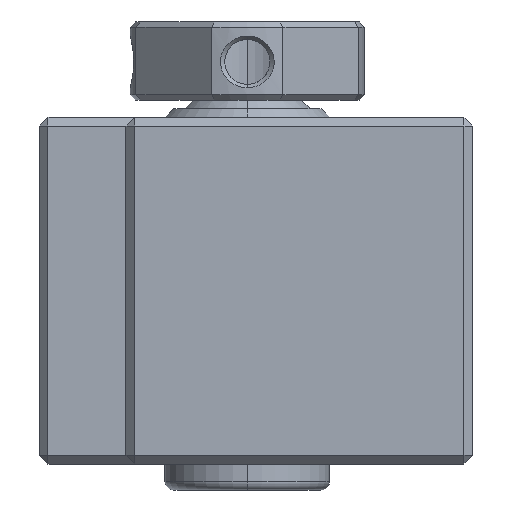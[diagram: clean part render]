
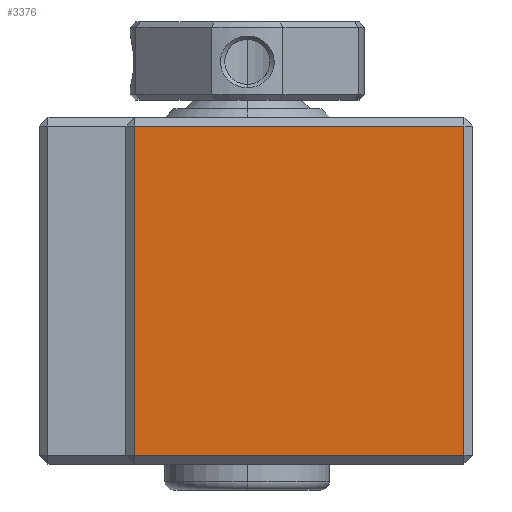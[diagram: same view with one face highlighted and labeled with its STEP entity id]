
A CAD part, left-side view. The second image highlights one B-rep face of the part: STEP entity #3376.
In plain terms, the highlighted planar face has unit normal (-1, 0, 0).
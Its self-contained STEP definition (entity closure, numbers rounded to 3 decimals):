
#118=PLANE('',#909);
#330=VECTOR('',#1522,1.);
#335=VECTOR('',#1529,1.);
#336=VECTOR('',#1531,1.);
#337=VECTOR('',#1532,1.);
#504=LINE('',#5601,#330);
#509=LINE('',#5611,#335);
#510=LINE('',#5613,#336);
#511=LINE('',#5615,#337);
#909=AXIS2_PLACEMENT_3D('',#5612,#1530,$);
#1522=DIRECTION('',(0.,0.,1.));
#1529=DIRECTION('',(0.,-1.,0.));
#1530=DIRECTION('',(1.,0.,0.));
#1531=DIRECTION('',(0.,1.,0.));
#1532=DIRECTION('',(0.,0.,-1.));
#1814=VERTEX_POINT('',#5598);
#1815=VERTEX_POINT('',#5602);
#1816=VERTEX_POINT('',#5608);
#1818=VERTEX_POINT('',#5614);
#2200=EDGE_CURVE('',#1815,#1814,#504,.T.);
#2205=EDGE_CURVE('',#1816,#1815,#509,.T.);
#2206=EDGE_CURVE('',#1814,#1818,#510,.T.);
#2207=EDGE_CURVE('',#1818,#1816,#511,.T.);
#2812=ORIENTED_EDGE('',*,*,#2205,.T.);
#2813=ORIENTED_EDGE('',*,*,#2200,.T.);
#2814=ORIENTED_EDGE('',*,*,#2206,.T.);
#2815=ORIENTED_EDGE('',*,*,#2207,.T.);
#3048=EDGE_LOOP('',(#2812,#2813,#2814,#2815));
#3220=FACE_BOUND('',#3048,.T.);
#3376=ADVANCED_FACE('',(#3220),#118,.F.);
#5598=CARTESIAN_POINT('',(-21.,0.5,9.5));
#5601=CARTESIAN_POINT('',(-21.,0.5,-9.5));
#5602=CARTESIAN_POINT('',(-21.,0.5,-9.5));
#5608=CARTESIAN_POINT('',(-21.,19.5,-9.5));
#5611=CARTESIAN_POINT('',(-21.,19.5,-9.5));
#5612=CARTESIAN_POINT('',(-21.,20.,10.));
#5613=CARTESIAN_POINT('',(-21.,0.5,9.5));
#5614=CARTESIAN_POINT('',(-21.,19.5,9.5));
#5615=CARTESIAN_POINT('',(-21.,19.5,9.5));
